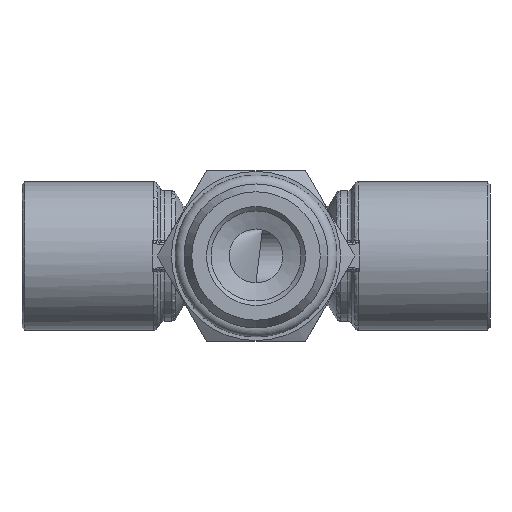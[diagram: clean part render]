
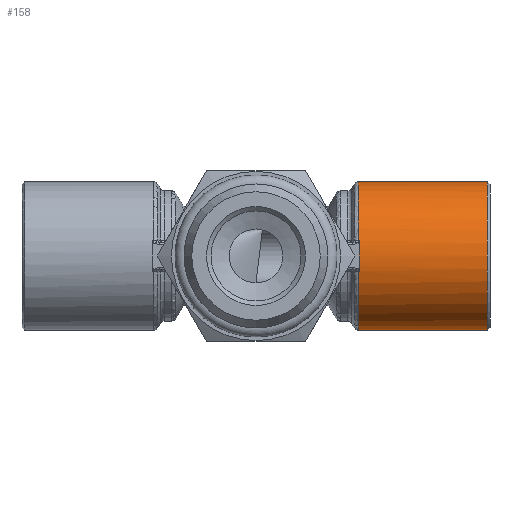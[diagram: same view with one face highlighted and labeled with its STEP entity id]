
A CAD part, front view. The second image highlights one B-rep face of the part: STEP entity #158.
In plain terms, the highlighted cylindrical face has radius 8.25 mm (diameter 16.5 mm), a full revolution.
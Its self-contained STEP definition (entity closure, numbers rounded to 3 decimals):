
#158 = ADVANCED_FACE( 'NONE', ( #725, #726 ), #727, .T. );
#725 = FACE_OUTER_BOUND( '', #2687, .T. );
#726 = FACE_OUTER_BOUND( '', #2688, .T. );
#727 = CYLINDRICAL_SURFACE( '', #2689, 8.25 );
#2687 = EDGE_LOOP( '', ( #8403, #8404, #8405, #8406, #8407 ) );
#2688 = EDGE_LOOP( '', ( #8408 ) );
#2689 = AXIS2_PLACEMENT_3D( '', #8409, #8410, #8411 );
#8403 = ORIENTED_EDGE( '', *, *, #11426, .T. );
#8404 = ORIENTED_EDGE( '', *, *, #11427, .T. );
#8405 = ORIENTED_EDGE( '', *, *, #11428, .T. );
#8406 = ORIENTED_EDGE( '', *, *, #11429, .T. );
#8407 = ORIENTED_EDGE( '', *, *, #11430, .T. );
#8408 = ORIENTED_EDGE( '', *, *, #11431, .T. );
#8409 = CARTESIAN_POINT( '', ( -14.151, 0., 0. ) );
#8410 = DIRECTION( '', ( 1., 0., 0. ) );
#8411 = DIRECTION( '', ( 0., 0., -1. ) );
#11426 = EDGE_CURVE( 'NONE', #12917, #12557, #12918, .T. );
#11427 = EDGE_CURVE( 'NONE', #12557, #12919, #12920, .T. );
#11428 = EDGE_CURVE( 'NONE', #12919, #12921, #12922, .T. );
#11429 = EDGE_CURVE( 'NONE', #12921, #12923, #12924, .T. );
#11430 = EDGE_CURVE( 'NONE', #12923, #12917, #12925, .T. );
#11431 = EDGE_CURVE( 'NONE', #12926, #12926, #12927, .T. );
#12557 = VERTEX_POINT( 'NONE', #15092 );
#12917 = VERTEX_POINT( 'NONE', #16264 );
#12918 = LINE( '', #16265, #16266 );
#12919 = VERTEX_POINT( 'NONE', #16267 );
#12920 = CIRCLE( '', #16268, 8.25 );
#12921 = VERTEX_POINT( 'NONE', #16269 );
#12922 = LINE( '', #16270, #16271 );
#12923 = VERTEX_POINT( 'NONE', #16272 );
#12924 = CIRCLE( '', #16273, 8.25 );
#12925 = CIRCLE( '', #16274, 8.25 );
#12926 = VERTEX_POINT( '', #16275 );
#12927 = CIRCLE( '', #16276, 8.25 );
#15092 = CARTESIAN_POINT( '', ( 11.355, -8.07, -1.715 ) );
#16264 = CARTESIAN_POINT( '', ( 11.5, -8.07, -1.715 ) );
#16265 = CARTESIAN_POINT( '', ( -14.151, -8.07, -1.715 ) );
#16266 = VECTOR( '', #22141, 1000. );
#16267 = CARTESIAN_POINT( '', ( 11.355, -8.07, 1.715 ) );
#16268 = AXIS2_PLACEMENT_3D( '', #22142, #22143, #22144 );
#16269 = CARTESIAN_POINT( '', ( 11.5, -8.07, 1.715 ) );
#16270 = CARTESIAN_POINT( '', ( -14.151, -8.07, 1.715 ) );
#16271 = VECTOR( '', #22145, 1000. );
#16272 = CARTESIAN_POINT( '', ( 11.5, -8.25, 0. ) );
#16273 = AXIS2_PLACEMENT_3D( '', #22146, #22147, #22148 );
#16274 = AXIS2_PLACEMENT_3D( '', #22149, #22150, #22151 );
#16275 = CARTESIAN_POINT( '', ( 25.7, 0., -8.25 ) );
#16276 = AXIS2_PLACEMENT_3D( '', #22152, #22153, #22154 );
#22141 = DIRECTION( '', ( -1., 0., 0. ) );
#22142 = CARTESIAN_POINT( '', ( 11.355, 0., 0. ) );
#22143 = DIRECTION( '', ( 1., 0., 0. ) );
#22144 = DIRECTION( '', ( 0., 0., 1. ) );
#22145 = DIRECTION( '', ( 1., 0., 0. ) );
#22146 = CARTESIAN_POINT( '', ( 11.5, 0., 0. ) );
#22147 = DIRECTION( '', ( 1., 0., 0. ) );
#22148 = DIRECTION( '', ( 0., 0., -1. ) );
#22149 = CARTESIAN_POINT( '', ( 11.5, 0., 0. ) );
#22150 = DIRECTION( '', ( 1., 0., 0. ) );
#22151 = DIRECTION( '', ( 0., 0., -1. ) );
#22152 = CARTESIAN_POINT( '', ( 25.7, 0., 0. ) );
#22153 = DIRECTION( '', ( -1., 0., 0. ) );
#22154 = DIRECTION( '', ( 0., 0., -1. ) );
